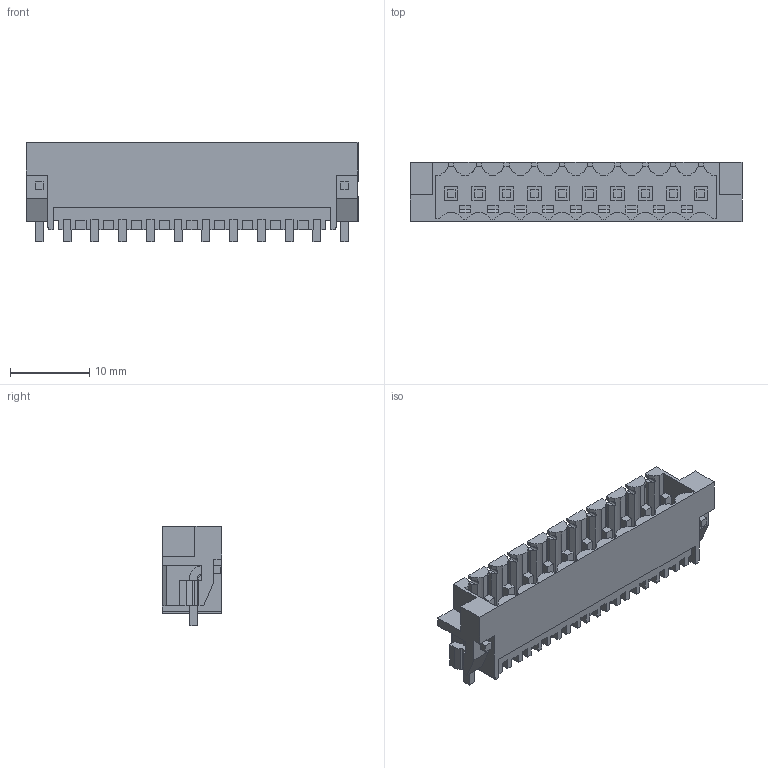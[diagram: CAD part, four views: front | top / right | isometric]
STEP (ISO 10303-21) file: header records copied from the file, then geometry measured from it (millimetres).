
FILE_DESCRIPTION(('CATIA V5 STEP Exchange','CAx-IF Rec.Pracs.--- Model Styling and Organization---1.2---2011-12-15'),'2;1');
FILE_NAME ('D1450765_0_1291390000_1291390000.stp','2018-03-20T09:26:25+00:00',('none'),('Weidmueller'),'CATIA Version 5-6 Release 2014','CATIA V5 STEP AP214','none');
FILE_SCHEMA(('AUTOMOTIVE_DESIGN { 1 0 10303 214 1 1 1 1 }'));
Length unit declared in the file: millimetre
Products named in the file (1): 1291390000
Bounding box: 41.85 x 7.45 x 12.55 mm (x, y, z)
Volume: 1368.3 mm3; surface area: 3744.8 mm2
Topology: 13 solids, 13 shells, 835 faces, 2463 edges, 1671 vertices
Faces by surface type: plane 757, cylinder 78
Entity records: 26541 total; most frequent: ORIENTED_EDGE 4926, CARTESIAN_POINT 4886, DIRECTION 3359, EDGE_CURVE 2463, VECTOR 2267, LINE 2267, VERTEX_POINT 1671, EDGE_LOOP 876
